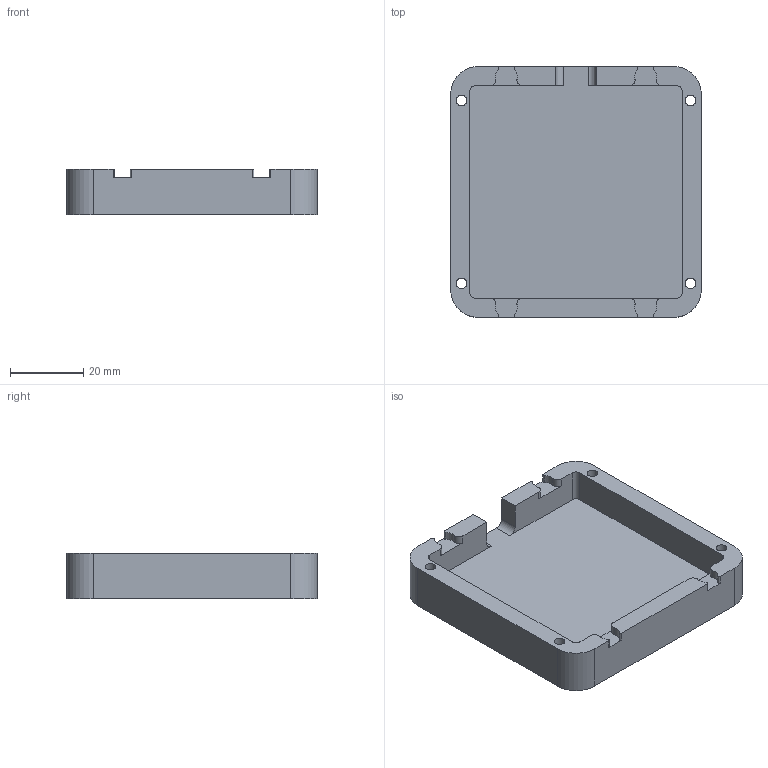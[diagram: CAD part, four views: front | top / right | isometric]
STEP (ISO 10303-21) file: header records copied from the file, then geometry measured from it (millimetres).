
FILE_DESCRIPTION(/* description */ (''),/* implementation_level */ '2;1');
FILE_NAME(/* name */ 'MACROPAD_Dex_bottom.step',/* time_stamp */ '2025-04-26T20:57:35+09:00',/* author */ (''),/* organization */ (''),/* preprocessor_version */ 'ST-DEVELOPER v20.1',/* originating_system */ 'Autodesk Translation Framework v14.4.0.0',/* authorisation */ '');
FILE_SCHEMA (('AUTOMOTIVE_DESIGN { 1 0 10303 214 3 1 1 }'));
Length unit declared in the file: millimetre
Products named in the file (2): MACROPAD_Dex; BOTTOM
Assembly tree (1 placements, depth 2):
  MACROPAD_Dex
    BOTTOM
Bounding box: 68.5 x 68.5 x 12.5 mm (x, y, z)
Volume: 26358.3 mm3; surface area: 15040.8 mm2
Topology: 1 solids, 1 shells, 76 faces, 198 edges, 132 vertices
Faces by surface type: cylinder 46, plane 30
Full cylindrical faces by diameter (mm): 2.9 x4, 4.8 x4, 8.5 x4
Entity records: 2450 total; most frequent: DIRECTION 448, CARTESIAN_POINT 409, ORIENTED_EDGE 396, EDGE_CURVE 198, AXIS2_PLACEMENT_3D 171, VERTEX_POINT 132, LINE 106, VECTOR 106
